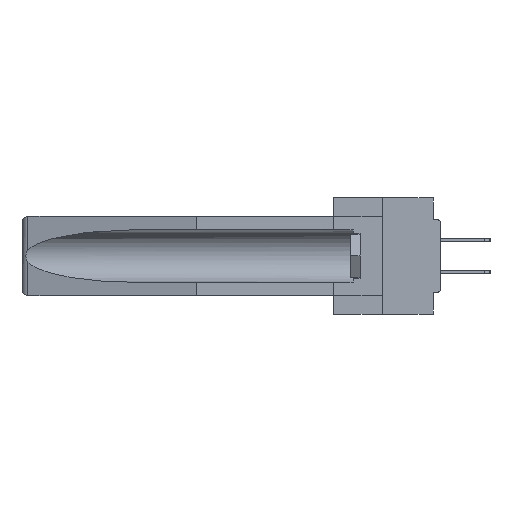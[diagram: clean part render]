
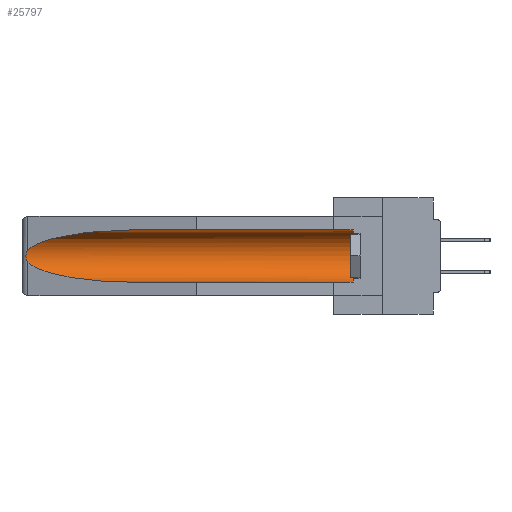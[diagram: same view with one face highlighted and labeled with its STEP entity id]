
A CAD part, left-side view. The second image highlights one B-rep face of the part: STEP entity #25797.
In plain terms, the highlighted cylindrical face has radius 2.857 mm (diameter 5.715 mm), a partial arc.
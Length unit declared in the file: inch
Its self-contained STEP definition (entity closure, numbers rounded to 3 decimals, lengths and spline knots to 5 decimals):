
#34 = VECTOR ( 'NONE', #15253, 39.37008 ) ;
#277 = EDGE_CURVE ( 'NONE', #8001, #31084, #8564, .T. ) ;
#1832 = CARTESIAN_POINT ( 'NONE',  ( 0.2673, 1.5327, -0.16383 ) ) ;
#2382 = ORIENTED_EDGE ( 'NONE', *, *, #6674, .T. ) ;
#2454 = CARTESIAN_POINT ( 'NONE',  ( 0.26537, 1.52718, -0.19328 ) ) ;
#4215 = CARTESIAN_POINT ( 'NONE',  ( 0.155, 1.07973, -0.059 ) ) ;
#4538 = ORIENTED_EDGE ( 'NONE', *, *, #16329, .T. ) ;
#4891 = CARTESIAN_POINT ( 'NONE',  ( 0.2675, 1.53308, -0.17534 ) ) ;
#5276 = CARTESIAN_POINT ( 'NONE',  ( 0.25451, 1.48313, -0.24835 ) ) ;
#5531 = CARTESIAN_POINT ( 'NONE',  ( 0.155, 1.07973, -0.284 ) ) ;
#6576 = CARTESIAN_POINT ( 'NONE',  ( 0.26537, 1.52718, -0.19328 ) ) ;
#6601 = VERTEX_POINT ( 'NONE', #6576 ) ;
#6674 = EDGE_CURVE ( 'NONE', #8189, #13655, #24707, .T. ) ;
#7047 = CARTESIAN_POINT ( 'NONE',  ( 0.25451, 1.48313, -0.09465 ) ) ;
#7725 = CARTESIAN_POINT ( 'NONE',  ( 0.26537, 1.52718, -0.14972 ) ) ;
#8001 = VERTEX_POINT ( 'NONE', #30094 ) ;
#8084 = CARTESIAN_POINT ( 'NONE',  ( 0.2673, 1.53269, -0.17917 ) ) ;
#8189 = VERTEX_POINT ( 'NONE', #33764 ) ;
#8564 = CIRCLE ( 'NONE', #32173, 0.1125 ) ;
#9925 = ORIENTED_EDGE ( 'NONE', *, *, #22986, .T. ) ;
#10176 = CARTESIAN_POINT ( 'NONE',  ( 0.26597, 1.52961, -0.15275 ) ) ;
#11146 = LINE ( 'NONE', #24582, #22869 ) ;
#13655 = VERTEX_POINT ( 'NONE', #7725 ) ;
#15220 = DIRECTION ( 'NONE',  ( 0., -1., 0. ) ) ;
#15253 = DIRECTION ( 'NONE',  ( 0., 1., 0. ) ) ;
#16022 = CARTESIAN_POINT ( 'NONE',  ( 0.2675, 1.53308, -0.16763 ) ) ;
#16329 = EDGE_CURVE ( 'NONE', #13655, #6601, #18406, .T. ) ;
#16386 = CARTESIAN_POINT ( 'NONE',  ( 0.26655, 1.53094, -0.18657 ) ) ;
#18406 = B_SPLINE_CURVE_WITH_KNOTS ( 'NONE', 3,
 ( #24294, #10176, #18607, #1832, #16022, #4891, #8084, #16386, #19435, #22215 ),
 .UNSPECIFIED., .F., .F.,
 ( 4, 2, 2, 2, 4 ),
 ( 0., 0.00029, 0.00058, 0.00087, 0.00117 ),
 .UNSPECIFIED. ) ;
#18412 = CARTESIAN_POINT ( 'NONE',  ( 0.21114, 1.30732, -0.059 ) ) ;
#18607 = CARTESIAN_POINT ( 'NONE',  ( 0.26654, 1.53092, -0.15636 ) ) ;
#18993 = CYLINDRICAL_SURFACE ( 'NONE', #25868, 0.1125 ) ;
#19121 = ORIENTED_EDGE ( 'NONE', *, *, #33359, .T. ) ;
#19435 = CARTESIAN_POINT ( 'NONE',  ( 0.26597, 1.5296, -0.19026 ) ) ;
#19502 =( BOUNDED_CURVE ( )  B_SPLINE_CURVE ( 3, ( #2454, #5276, #22226, #5531 ),
 .UNSPECIFIED., .F., .F. ) 
 B_SPLINE_CURVE_WITH_KNOTS ( ( 4, 4 ),
 ( 0.1948, 1.5708 ),
 .UNSPECIFIED. ) 
 CURVE ( )  GEOMETRIC_REPRESENTATION_ITEM ( )  RATIONAL_B_SPLINE_CURVE ( ( 1., 0.848, 0.848, 1. ) ) 
 REPRESENTATION_ITEM ( '' )  );
#22215 = CARTESIAN_POINT ( 'NONE',  ( 0.26537, 1.52718, -0.19328 ) ) ;
#22226 = CARTESIAN_POINT ( 'NONE',  ( 0.21114, 1.30732, -0.284 ) ) ;
#22412 = ORIENTED_EDGE ( 'NONE', *, *, #277, .T. ) ;
#22869 = VECTOR ( 'NONE', #25697, 39.37008 ) ;
#22986 = EDGE_CURVE ( 'NONE', #6601, #30522, #19502, .T. ) ;
#23737 = ORIENTED_EDGE ( 'NONE', *, *, #34844, .F. ) ;
#24215 = FACE_OUTER_BOUND ( 'NONE', #25815, .T. ) ;
#24294 = CARTESIAN_POINT ( 'NONE',  ( 0.26537, 1.52718, -0.14972 ) ) ;
#24582 = CARTESIAN_POINT ( 'NONE',  ( 0.155, -0.30754, -0.059 ) ) ;
#24707 =( BOUNDED_CURVE ( )  B_SPLINE_CURVE ( 3, ( #4215, #18412, #7047, #32265 ),
 .UNSPECIFIED., .F., .F. ) 
 B_SPLINE_CURVE_WITH_KNOTS ( ( 4, 4 ),
 ( 4.71239, 6.08839 ),
 .UNSPECIFIED. ) 
 CURVE ( )  GEOMETRIC_REPRESENTATION_ITEM ( )  RATIONAL_B_SPLINE_CURVE ( ( 1., 0.848, 0.848, 1. ) ) 
 REPRESENTATION_ITEM ( '' )  );
#24828 = DIRECTION ( 'NONE',  ( 0., 1., 0. ) ) ;
#25419 = LINE ( 'NONE', #35172, #34 ) ;
#25697 = DIRECTION ( 'NONE',  ( 0., 1., 0. ) ) ;
#25797 = ADVANCED_FACE ( 'NONE', ( #24215 ), #18993, .F. ) ;
#25815 = EDGE_LOOP ( 'NONE', ( #2382, #4538, #9925, #23737, #22412, #19121 ) ) ;
#25868 = AXIS2_PLACEMENT_3D ( 'NONE', #30252, #24828, #27381 ) ;
#27381 = DIRECTION ( 'NONE',  ( 0., 0., 1. ) ) ;
#30094 = CARTESIAN_POINT ( 'NONE',  ( 0.155, 0.126, -0.284 ) ) ;
#30252 = CARTESIAN_POINT ( 'NONE',  ( 0.155, -0.30754, -0.1715 ) ) ;
#30522 = VERTEX_POINT ( 'NONE', #31982 ) ;
#31084 = VERTEX_POINT ( 'NONE', #31569 ) ;
#31569 = CARTESIAN_POINT ( 'NONE',  ( 0.155, 0.126, -0.059 ) ) ;
#31982 = CARTESIAN_POINT ( 'NONE',  ( 0.155, 1.07973, -0.284 ) ) ;
#32008 = CARTESIAN_POINT ( 'NONE',  ( 0.155, 0.126, -0.1715 ) ) ;
#32173 = AXIS2_PLACEMENT_3D ( 'NONE', #32008, #15220, #32377 ) ;
#32265 = CARTESIAN_POINT ( 'NONE',  ( 0.26537, 1.52718, -0.14972 ) ) ;
#32377 = DIRECTION ( 'NONE',  ( 0., 0., 1. ) ) ;
#33359 = EDGE_CURVE ( 'NONE', #31084, #8189, #11146, .T. ) ;
#33764 = CARTESIAN_POINT ( 'NONE',  ( 0.155, 1.07973, -0.059 ) ) ;
#34844 = EDGE_CURVE ( 'NONE', #8001, #30522, #25419, .T. ) ;
#35172 = CARTESIAN_POINT ( 'NONE',  ( 0.155, -0.30754, -0.284 ) ) ;
